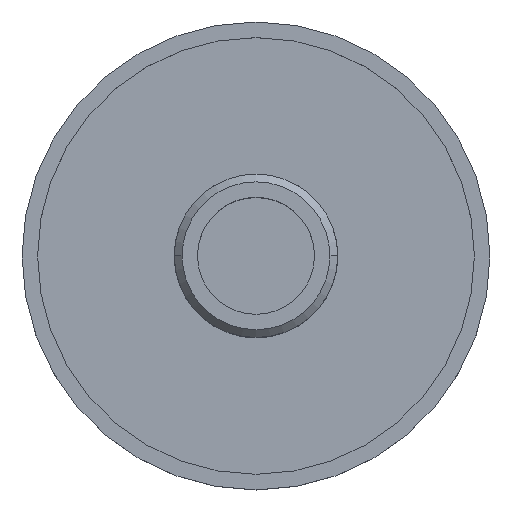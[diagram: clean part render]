
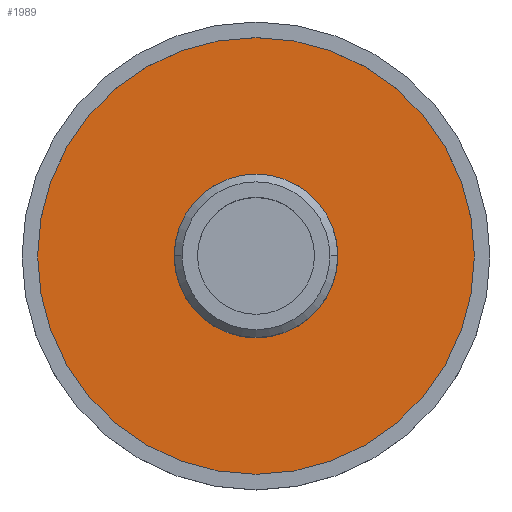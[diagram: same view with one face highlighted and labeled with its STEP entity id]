
A CAD part, top view. The second image highlights one B-rep face of the part: STEP entity #1989.
In plain terms, the highlighted face is planar.
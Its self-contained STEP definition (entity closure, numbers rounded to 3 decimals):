
#2 = CARTESIAN_POINT ( 'NONE',  ( 0., 3., -10.5 ) ) ;
#60 = CIRCLE ( 'NONE', #2213, 10.5 ) ;
#244 = CARTESIAN_POINT ( 'NONE',  ( 0., 3., 28. ) ) ;
#265 = DIRECTION ( 'NONE',  ( 0., 0., 1. ) ) ;
#477 = DIRECTION ( 'NONE',  ( 0., 1., 0. ) ) ;
#485 = CARTESIAN_POINT ( 'NONE',  ( 0., 3., 10.5 ) ) ;
#502 = CARTESIAN_POINT ( 'NONE',  ( 0., 3., 0. ) ) ;
#554 = EDGE_CURVE ( 'NONE', #805, #1783, #1763, .T. ) ;
#615 = CARTESIAN_POINT ( 'NONE',  ( 0., 3., 0. ) ) ;
#646 = EDGE_LOOP ( 'NONE', ( #998, #1260 ) ) ;
#654 = CARTESIAN_POINT ( 'NONE',  ( 0., 3., -28. ) ) ;
#659 = DIRECTION ( 'NONE',  ( 0., 1., 0. ) ) ;
#802 = CIRCLE ( 'NONE', #1297, 28. ) ;
#805 = VERTEX_POINT ( 'NONE', #485 ) ;
#834 = CARTESIAN_POINT ( 'NONE',  ( 0., 3., 0. ) ) ;
#851 = ORIENTED_EDGE ( 'NONE', *, *, #1086, .T. ) ;
#968 = AXIS2_PLACEMENT_3D ( 'NONE', #615, #2047, #2060 ) ;
#998 = ORIENTED_EDGE ( 'NONE', *, *, #554, .F. ) ;
#1020 = DIRECTION ( 'NONE',  ( 0., 1., 0. ) ) ;
#1045 = CARTESIAN_POINT ( 'NONE',  ( 0., 3., 0. ) ) ;
#1086 = EDGE_CURVE ( 'NONE', #1809, #1536, #802, .T. ) ;
#1162 = CARTESIAN_POINT ( 'NONE',  ( -28., 3., 0. ) ) ;
#1172 = PLANE ( 'NONE',  #2177 ) ;
#1260 = ORIENTED_EDGE ( 'NONE', *, *, #2336, .F. ) ;
#1268 = AXIS2_PLACEMENT_3D ( 'NONE', #1045, #1020, #1746 ) ;
#1297 = AXIS2_PLACEMENT_3D ( 'NONE', #834, #659, #1389 ) ;
#1328 = FACE_BOUND ( 'NONE', #646, .T. ) ;
#1343 = DIRECTION ( 'NONE',  ( 0., 1., 0. ) ) ;
#1389 = DIRECTION ( 'NONE',  ( 0., 0., 1. ) ) ;
#1426 = EDGE_LOOP ( 'NONE', ( #851, #1893 ) ) ;
#1536 = VERTEX_POINT ( 'NONE', #654 ) ;
#1746 = DIRECTION ( 'NONE',  ( 0., 0., 1. ) ) ;
#1763 = CIRCLE ( 'NONE', #968, 10.5 ) ;
#1783 = VERTEX_POINT ( 'NONE', #2 ) ;
#1809 = VERTEX_POINT ( 'NONE', #244 ) ;
#1893 = ORIENTED_EDGE ( 'NONE', *, *, #2081, .T. ) ;
#1900 = FACE_OUTER_BOUND ( 'NONE', #1426, .T. ) ;
#1949 = CIRCLE ( 'NONE', #1268, 28. ) ;
#1967 = DIRECTION ( 'NONE',  ( 0., 0., 1. ) ) ;
#1989 = ADVANCED_FACE ( 'NONE', ( #1900, #1328 ), #1172, .T. ) ;
#2047 = DIRECTION ( 'NONE',  ( 0., 1., 0. ) ) ;
#2060 = DIRECTION ( 'NONE',  ( 0., 0., 1. ) ) ;
#2081 = EDGE_CURVE ( 'NONE', #1536, #1809, #1949, .T. ) ;
#2177 = AXIS2_PLACEMENT_3D ( 'NONE', #1162, #1343, #265 ) ;
#2213 = AXIS2_PLACEMENT_3D ( 'NONE', #502, #477, #1967 ) ;
#2336 = EDGE_CURVE ( 'NONE', #1783, #805, #60, .T. ) ;
